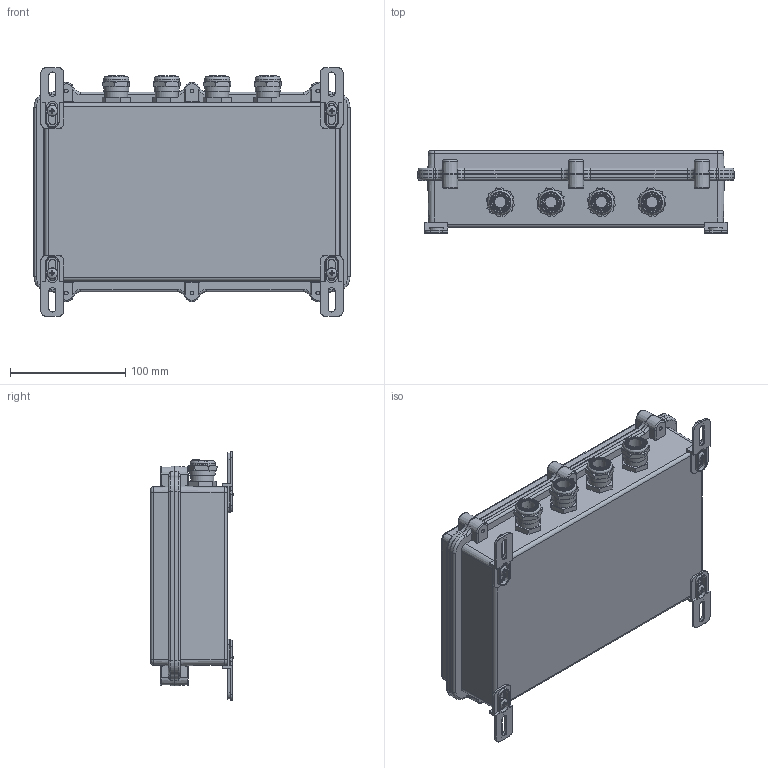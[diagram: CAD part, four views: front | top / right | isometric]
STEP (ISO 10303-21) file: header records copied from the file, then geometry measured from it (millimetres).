
FILE_DESCRIPTION (( 'STEP AP214' ), '1' );
FILE_NAME ('JB40-ZA Assy.STEP', '2020-04-01T11:00:42', ( '' ), ( '' ), 'SwSTEP 2.0', 'SolidWorks 2020', '' );
FILE_SCHEMA (( 'AUTOMOTIVE_DESIGN' ));
Length unit declared in the file: millimetre
Products named in the file (18): sheet metal screws_din_Tapping screw DIN 7049-ST3.5x9.5-C-H-C; pan head cross recess screw_iso_ISO 7045 - M5 x 8 - Z - 8C; sheet metal screws_din_Tapping screw DIN 7049-ST3.5x9.5-C-H-N; Nippel PG13,5; Hylse- nippel; Kon- nippel; Klemme- nippel; Mounting bracket til JB40; Pakning- nippel; ZCC-03019 Nut PG13.5; JB40-ZA Assy; Mutter-nippel; JB40 Top part; JB40 Bottom part; M4x20mm
Assembly tree (54 placements, depth 3):
  JB40-ZA Assy
    M4x20mm  x6
    JB40 Bottom part
    JB40 Top part
    Nippel PG13,5
      Hylse- nippel
      Klemme- nippel
      Mutter-nippel
      Pakning- nippel
      Kon- nippel
    ZCC-03019 Nut PG13.5  x4
    Nippel PG13,5
      Hylse- nippel
      Klemme- nippel
      Mutter-nippel
      Pakning- nippel
      Kon- nippel
    Nippel PG13,5
      Hylse- nippel
      Klemme- nippel
      Mutter-nippel
      Pakning- nippel
      Kon- nippel
    Nippel PG13,5
      Hylse- nippel
      Klemme- nippel
      Mutter-nippel
      Pakning- nippel
      Kon- nippel
    sheet metal screws_din_Tapping screw DIN 7049-ST3.5x9.5-C-H-C  x9
    sheet metal screws_din_Tapping screw DIN 7049-ST3.5x9.5-C-H-N
    Mounting bracket til JB40  x4
    pan head cross recess screw_iso_ISO 7045 - M5 x 8 - Z - 8C  x4
Bounding box: 274.01 x 71.12 x 215.55 mm (x, y, z)
Volume: 462036.6 mm3; surface area: 375669.6 mm2
Topology: 50 solids, 50 shells, 2602 faces, 6312 edges, 3868 vertices
Faces by surface type: plane 1362, cylinder 476, cone 376, torus 330, sphere 46, bspline 12
Full cylindrical faces by diameter (mm): 3.3 x6, 3.5 x10, 4 x6, 4.191 x6, 5 x4, 7 x10, 8.3 x6, 8.509 x6, 9.5 x4, 10 x4, 12.3 x8, 13.4 x4, 13.5 x4, 14.7 x8, 16 x4, 16.7 x4, 16.8 x4, 17.3 x4, 17.5 x4, 17.6 x4, 18.6 x4, 18.8 x4, 20 x12, 20.5 x4, 21.8 x8
Entity records: 35848 total; most frequent: CARTESIAN_POINT 7529, DIRECTION 5478, ORIENTED_EDGE 4994, EDGE_CURVE 2497, AXIS2_PLACEMENT_3D 2105, VERTEX_POINT 1611, EDGE_LOOP 1284, LINE 1268
